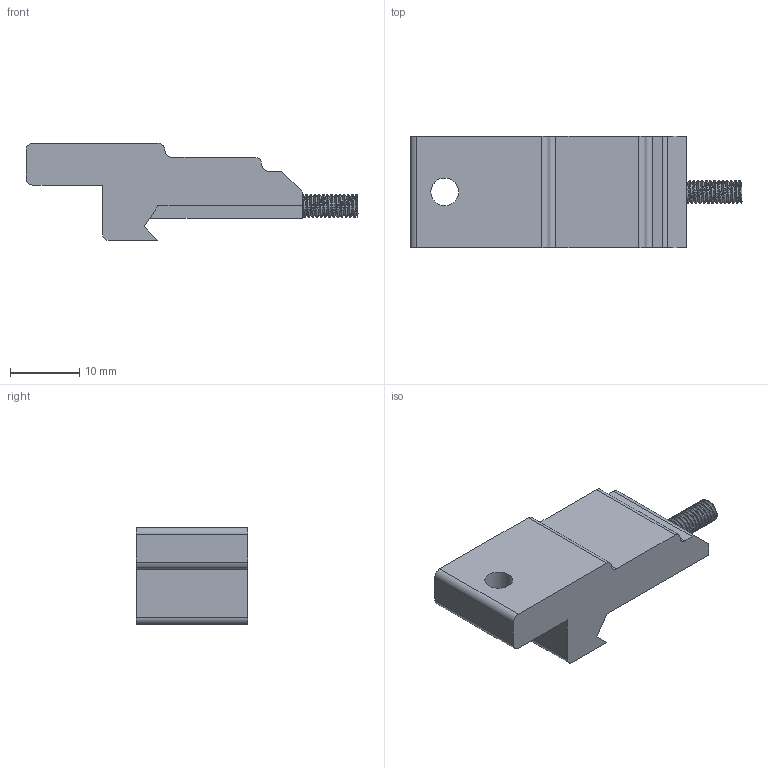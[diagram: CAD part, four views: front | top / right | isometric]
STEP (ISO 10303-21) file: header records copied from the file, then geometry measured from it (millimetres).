
FILE_DESCRIPTION(/* description */ (''),/* implementation_level */ '2;1');
FILE_NAME(/* name */ 'ERIC RALLONGE VIS V2 BIS v1.step',/* time_stamp */ '2022-06-13T17:38:47+02:00',/* author */ (''),/* organization */ (''),/* preprocessor_version */ 'ST-DEVELOPER v19',/* originating_system */ 'Autodesk Translation Framework v11.7.0.108',/* authorisation */ '');
FILE_SCHEMA (('AUTOMOTIVE_DESIGN { 1 0 10303 214 3 1 1 }'));
Length unit declared in the file: millimetre
Products named in the file (2): ERIC RALLONGE VIS V2 BIS; Composant1
Assembly tree (1 placements, depth 2):
  ERIC RALLONGE VIS V2 BIS
    Composant1
Bounding box: 47.8 x 16 x 14 mm (x, y, z)
Volume: 4974.4 mm3; surface area: 2529.9 mm2
Topology: 1 solids, 1 shells, 60 faces, 171 edges, 114 vertices
Faces by surface type: cylinder 38, plane 19, bspline 3
Full cylindrical faces by diameter (mm): 2.732 x4, 3.417 x9, 4 x1
Entity records: 4212 total; most frequent: CARTESIAN_POINT 2705, ORIENTED_EDGE 342, DIRECTION 248, EDGE_CURVE 171, VERTEX_POINT 114, LINE 84, VECTOR 84, AXIS2_PLACEMENT_3D 82
